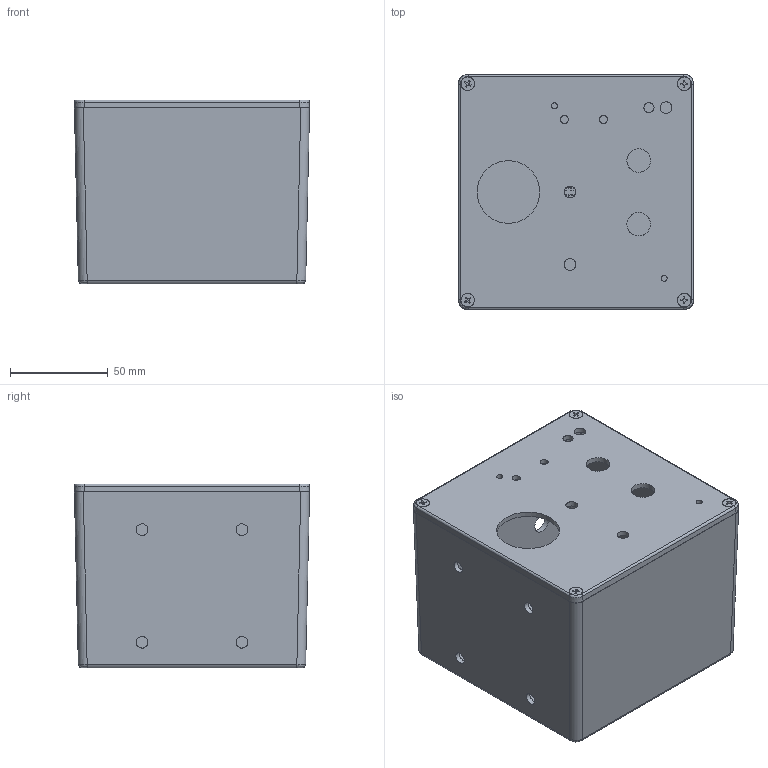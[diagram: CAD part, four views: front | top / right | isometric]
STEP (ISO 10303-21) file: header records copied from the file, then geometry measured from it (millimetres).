
FILE_DESCRIPTION(/* description */ (''),/* implementation_level */ '2;1');
FILE_NAME(/* name */ 'yanns_box_jan21.step',/* time_stamp */ '2026-01-21T10:49:40+01:00',/* author */ (''),/* organization */ (''),/* preprocessor_version */ 'ST-DEVELOPER v20.1',/* originating_system */ 'Autodesk Translation Framework v14.21.0.0',/* authorisation */ '');
FILE_SCHEMA (('AUTOMOTIVE_DESIGN { 1 0 10303 214 3 1 1 }'));
Length unit declared in the file: millimetre
Products named in the file (5): yanns_box; 1590V; 1590V Box; 1590Q-U-V Lid; #14398
Assembly tree (3 placements, depth 3):
  yanns_box
    1590V
      1590V Box
      1590Q-U-V Lid
  #14398
Bounding box: 120 x 120 x 93.8 mm (x, y, z)
Volume: 178145.9 mm3; surface area: 138590.1 mm2
Topology: 6 solids, 6 shells, 472 faces, 1224 edges, 796 vertices
Faces by surface type: plane 235, bspline 113, cylinder 72, cone 40, torus 12
Full cylindrical faces by diameter (mm): 2.642 x4, 3.378 x4, 3.9 x4, 4 x4, 6 x4, 8 x1, 10 x6, 32 x1
Entity records: 14402 total; most frequent: CARTESIAN_POINT 5021, ORIENTED_EDGE 2058, DIRECTION 1614, EDGE_CURVE 1029, VERTEX_POINT 667, LINE 584, VECTOR 584, AXIS2_PLACEMENT_3D 515
